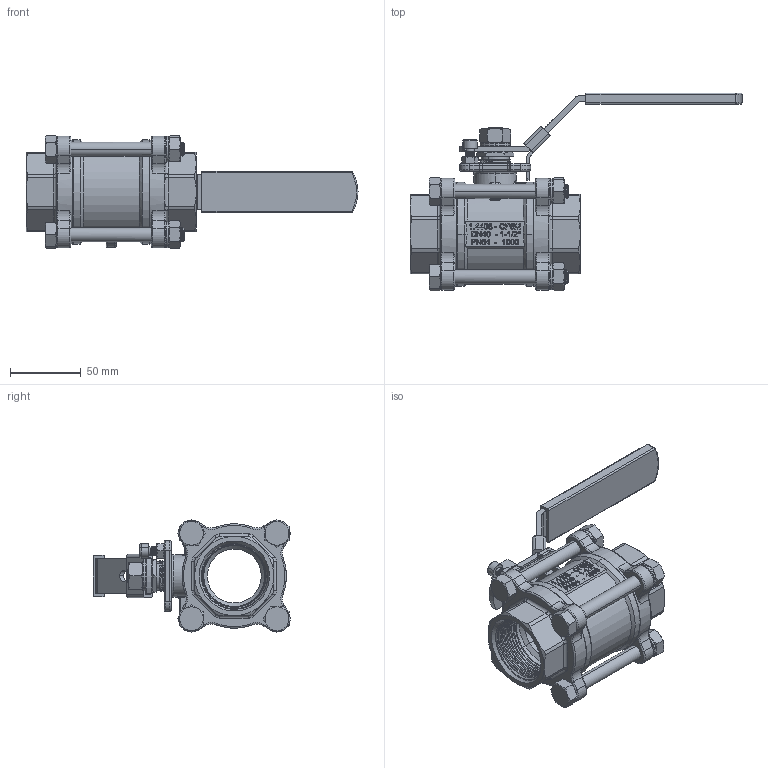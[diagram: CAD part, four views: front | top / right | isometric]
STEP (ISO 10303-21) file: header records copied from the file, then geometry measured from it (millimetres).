
FILE_DESCRIPTION (( 'STEP AP214' ), '1' );
FILE_NAME ('JV-32G 格蘭型(牙口).STEP', '2009-03-05T05:20:22', ( 'Colling' ), ( 'Collings' ), 'SwSTEP 2.0', 'SolidWorks 2005179', '' );
FILE_SCHEMA (( 'AUTOMOTIVE_DESIGN' ));
Length unit declared in the file: millimetre
Products named in the file (1): JV-32G 格蘭型(牙口)
Bounding box: 234 x 139.44 x 79.88 mm (x, y, z)
Volume: 281536.3 mm3; surface area: 137794.2 mm2
Topology: 24 solids, 24 shells, 1594 faces, 4094 edges, 2599 vertices
Faces by surface type: cylinder 533, plane 477, bspline 226, cone 193, torus 143, sphere 22
Entity records: 123133 total; most frequent: CARTESIAN_POINT 69970, ORIENTED_EDGE 8160, DIRECTION 6356, EDGE_CURVE 4080, VERTEX_POINT 2599, AXIS2_PLACEMENT_3D 2319, EDGE_LOOP 1721, VECTOR 1718
